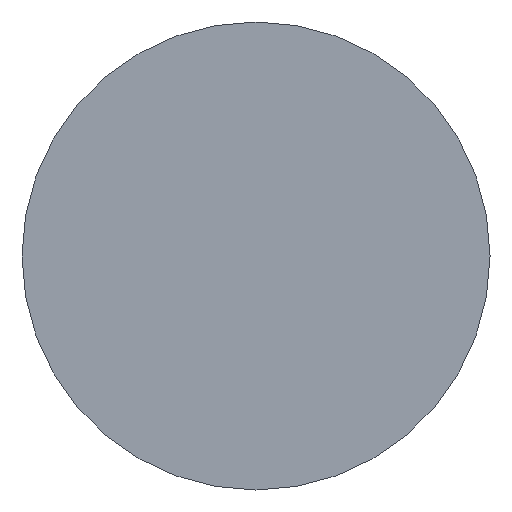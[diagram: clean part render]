
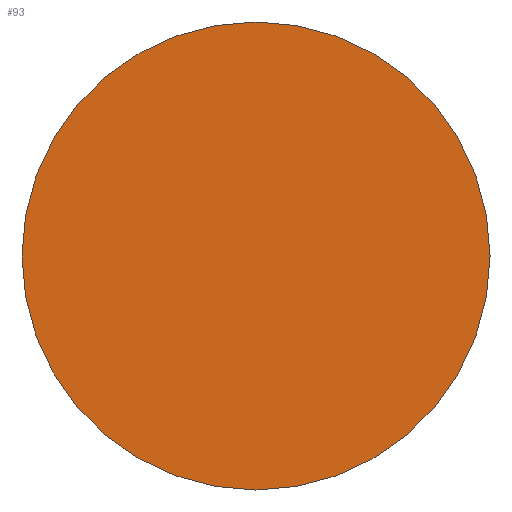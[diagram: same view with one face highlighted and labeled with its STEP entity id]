
A CAD part, left-side view. The second image highlights one B-rep face of the part: STEP entity #93.
In plain terms, the highlighted planar face has unit normal (-1, 0, 0).
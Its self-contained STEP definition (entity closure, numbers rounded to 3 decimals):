
#93=ADVANCED_FACE('',(#174),#176,.T.);
#174=FACE_BOUND('',#175,.T.);
#175=EDGE_LOOP('',(#216));
#176=PLANE('',#177);
#177=AXIS2_PLACEMENT_3D('',#178,#179,#180);
#178=CARTESIAN_POINT('',(-14.,0.,0.));
#179=DIRECTION('',(-1.,0.,0.));
#180=DIRECTION('',(0.,-1.,0.));
#216=ORIENTED_EDGE('',*,*,#226,.T.);
#226=EDGE_CURVE('',#238,#238,#239,.T.);
#238=VERTEX_POINT('',#266);
#239=CIRCLE('',#267,10.);
#266=CARTESIAN_POINT('',(-14.,-10.,0.));
#267=AXIS2_PLACEMENT_3D('',#268,#269,#270);
#268=CARTESIAN_POINT('',(-14.,0.,0.));
#269=DIRECTION('',(-1.,0.,0.));
#270=DIRECTION('',(0.,-1.,0.));
